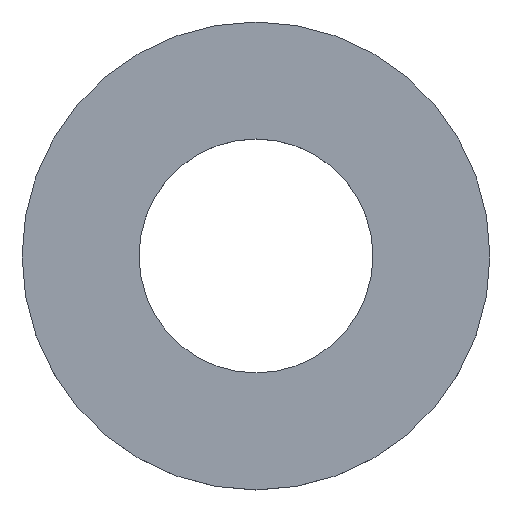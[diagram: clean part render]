
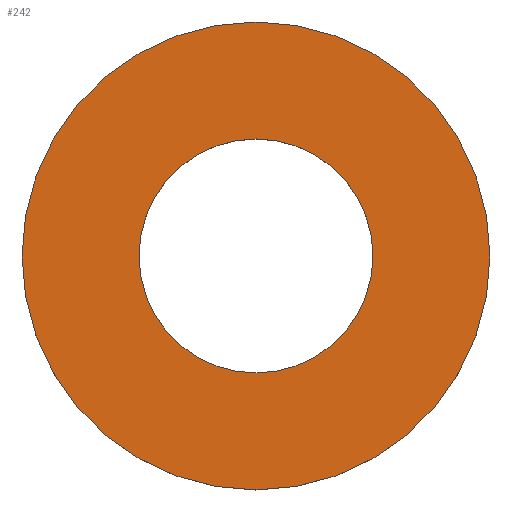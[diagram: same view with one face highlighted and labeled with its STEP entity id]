
A CAD part, top view. The second image highlights one B-rep face of the part: STEP entity #242.
In plain terms, the highlighted planar face has unit normal (0, 0, 1).
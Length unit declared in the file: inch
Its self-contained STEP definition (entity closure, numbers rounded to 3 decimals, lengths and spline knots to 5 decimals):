
#5 = VERTEX_POINT ( 'NONE', #92 ) ;
#13 = FACE_BOUND ( 'NONE', #159, .T. ) ;
#17 = CIRCLE ( 'NONE', #135, 0.20313 ) ;
#20 = DIRECTION ( 'NONE',  ( 1., 0., 0. ) ) ;
#36 = ORIENTED_EDGE ( 'NONE', *, *, #57, .T. ) ;
#57 = EDGE_CURVE ( 'NONE', #64, #5, #166, .T. ) ;
#61 = EDGE_LOOP ( 'NONE', ( #36, #245 ) ) ;
#64 = VERTEX_POINT ( 'NONE', #151 ) ;
#70 = VERTEX_POINT ( 'NONE', #77 ) ;
#77 = CARTESIAN_POINT ( 'NONE',  ( 0.20313, 0., 0. ) ) ;
#78 = CARTESIAN_POINT ( 'NONE',  ( -0.20313, 0., 0. ) ) ;
#80 = CARTESIAN_POINT ( 'NONE',  ( 0., 0., 0. ) ) ;
#84 = DIRECTION ( 'NONE',  ( 0., 0., 1. ) ) ;
#87 = VERTEX_POINT ( 'NONE', #78 ) ;
#92 = CARTESIAN_POINT ( 'NONE',  ( -0.40625, 0., 0. ) ) ;
#93 = EDGE_CURVE ( 'NONE', #5, #64, #183, .T. ) ;
#95 = DIRECTION ( 'NONE',  ( 1., 0., 0. ) ) ;
#96 = DIRECTION ( 'NONE',  ( 0., 0., 1. ) ) ;
#97 = DIRECTION ( 'NONE',  ( 0., 0., 1. ) ) ;
#103 = CIRCLE ( 'NONE', #237, 0.20313 ) ;
#108 = FACE_OUTER_BOUND ( 'NONE', #61, .T. ) ;
#116 = EDGE_CURVE ( 'NONE', #70, #87, #103, .T. ) ;
#131 = DIRECTION ( 'NONE',  ( 0., 0., 1. ) ) ;
#135 = AXIS2_PLACEMENT_3D ( 'NONE', #196, #84, #213 ) ;
#145 = ORIENTED_EDGE ( 'NONE', *, *, #240, .F. ) ;
#151 = CARTESIAN_POINT ( 'NONE',  ( 0.40625, 0., 0. ) ) ;
#156 = ORIENTED_EDGE ( 'NONE', *, *, #116, .F. ) ;
#158 = CARTESIAN_POINT ( 'NONE',  ( 0., 0., 0. ) ) ;
#159 = EDGE_LOOP ( 'NONE', ( #156, #145 ) ) ;
#163 = AXIS2_PLACEMENT_3D ( 'NONE', #250, #131, #20 ) ;
#166 = CIRCLE ( 'NONE', #163, 0.40625 ) ;
#174 = AXIS2_PLACEMENT_3D ( 'NONE', #80, #208, #95 ) ;
#179 = PLANE ( 'NONE',  #223 ) ;
#183 = CIRCLE ( 'NONE', #174, 0.40625 ) ;
#196 = CARTESIAN_POINT ( 'NONE',  ( 0., 0., 0. ) ) ;
#208 = DIRECTION ( 'NONE',  ( 0., 0., 1. ) ) ;
#210 = CARTESIAN_POINT ( 'NONE',  ( 0., 0., 0. ) ) ;
#213 = DIRECTION ( 'NONE',  ( 1., 0., 0. ) ) ;
#223 = AXIS2_PLACEMENT_3D ( 'NONE', #158, #97, #231 ) ;
#229 = DIRECTION ( 'NONE',  ( 1., 0., 0. ) ) ;
#231 = DIRECTION ( 'NONE',  ( 1., 0., 0. ) ) ;
#237 = AXIS2_PLACEMENT_3D ( 'NONE', #210, #96, #229 ) ;
#240 = EDGE_CURVE ( 'NONE', #87, #70, #17, .T. ) ;
#242 = ADVANCED_FACE ( 'NONE', ( #13, #108 ), #179, .T. ) ;
#245 = ORIENTED_EDGE ( 'NONE', *, *, #93, .T. ) ;
#250 = CARTESIAN_POINT ( 'NONE',  ( 0., 0., 0. ) ) ;
